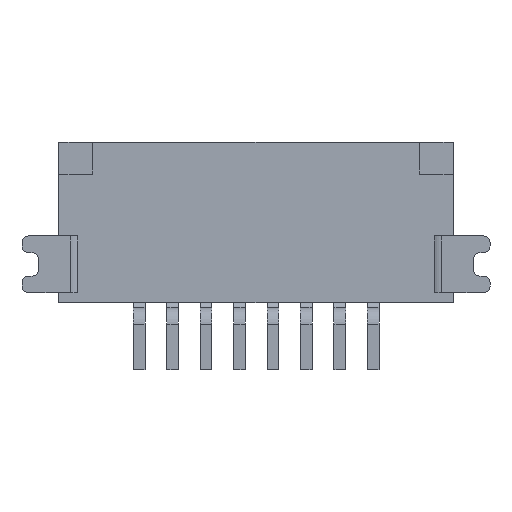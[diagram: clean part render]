
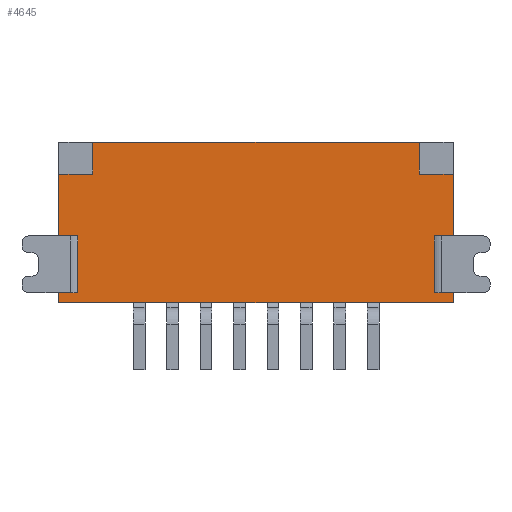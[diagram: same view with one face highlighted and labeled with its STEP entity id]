
A CAD part, top view. The second image highlights one B-rep face of the part: STEP entity #4645.
In plain terms, the highlighted planar face has unit normal (0, 0, 1).
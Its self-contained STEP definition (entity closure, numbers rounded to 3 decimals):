
#114 = CARTESIAN_POINT ( 'NONE',  ( -5.1, -0.95, -0.1 ) ) ;
#341 = CARTESIAN_POINT ( 'NONE',  ( -5.668, -4.5, -0.1 ) ) ;
#578 = DIRECTION ( 'NONE',  ( -1., 0., 0. ) ) ;
#812 = CARTESIAN_POINT ( 'NONE',  ( -15.89, 0., -0.1 ) ) ;
#854 = DIRECTION ( 'NONE',  ( 0., 1., 0. ) ) ;
#903 = EDGE_CURVE ( 'NONE', #7239, #1534, #13894, .T. ) ;
#1056 = CARTESIAN_POINT ( 'NONE',  ( -16.9, -4.8, -0.1 ) ) ;
#1181 = CARTESIAN_POINT ( 'NONE',  ( -6.11, 0., -0.1 ) ) ;
#1528 = VECTOR ( 'NONE', #10946, 1000. ) ;
#1534 = VERTEX_POINT ( 'NONE', #18522 ) ;
#1589 = VERTEX_POINT ( 'NONE', #2967 ) ;
#1854 = CARTESIAN_POINT ( 'NONE',  ( -5.668, -2.8, -0.1 ) ) ;
#1920 = ORIENTED_EDGE ( 'NONE', *, *, #9684, .F. ) ;
#2285 = LINE ( 'NONE', #14657, #20574 ) ;
#2397 = DIRECTION ( 'NONE',  ( 0., -1., 0. ) ) ;
#2588 = ORIENTED_EDGE ( 'NONE', *, *, #903, .F. ) ;
#2914 = FACE_OUTER_BOUND ( 'NONE', #10188, .T. ) ;
#2967 = CARTESIAN_POINT ( 'NONE',  ( -16.9, -4.5, -0.1 ) ) ;
#3117 = ORIENTED_EDGE ( 'NONE', *, *, #4545, .F. ) ;
#3127 = LINE ( 'NONE', #1181, #23681 ) ;
#3186 = DIRECTION ( 'NONE',  ( 0., 1., 0. ) ) ;
#3346 = EDGE_CURVE ( 'NONE', #4044, #22886, #14150, .T. ) ;
#3580 = VERTEX_POINT ( 'NONE', #9231 ) ;
#3634 = EDGE_CURVE ( 'NONE', #17604, #13064, #19765, .T. ) ;
#4044 = VERTEX_POINT ( 'NONE', #23046 ) ;
#4093 = CARTESIAN_POINT ( 'NONE',  ( -5.668, -2.8, -0.1 ) ) ;
#4163 = DIRECTION ( 'NONE',  ( 0., 1., 0. ) ) ;
#4207 = CARTESIAN_POINT ( 'NONE',  ( 18.9, -4.8, -0.1 ) ) ;
#4347 = CARTESIAN_POINT ( 'NONE',  ( -16.9, -0.95, -0.1 ) ) ;
#4470 = VECTOR ( 'NONE', #16139, 1000. ) ;
#4545 = EDGE_CURVE ( 'NONE', #3580, #9264, #2285, .T. ) ;
#4645 = ADVANCED_FACE ( 'NONE', ( #2914 ), #4897, .T. ) ;
#4828 = ORIENTED_EDGE ( 'NONE', *, *, #3346, .F. ) ;
#4897 = PLANE ( 'NONE',  #8349 ) ;
#5151 = VERTEX_POINT ( 'NONE', #19744 ) ;
#5637 = DIRECTION ( 'NONE',  ( 1., 0., 0. ) ) ;
#5733 = VERTEX_POINT ( 'NONE', #1056 ) ;
#5820 = DIRECTION ( 'NONE',  ( -1., 0., 0. ) ) ;
#5911 = VECTOR ( 'NONE', #11831, 1000. ) ;
#6438 = ORIENTED_EDGE ( 'NONE', *, *, #3634, .T. ) ;
#6865 = EDGE_CURVE ( 'NONE', #22886, #5151, #7995, .T. ) ;
#7239 = VERTEX_POINT ( 'NONE', #341 ) ;
#7308 = ORIENTED_EDGE ( 'NONE', *, *, #6865, .F. ) ;
#7808 = VECTOR ( 'NONE', #4163, 1000. ) ;
#7995 = LINE ( 'NONE', #114, #5911 ) ;
#8349 = AXIS2_PLACEMENT_3D ( 'NONE', #19001, #12556, #18601 ) ;
#8503 = LINE ( 'NONE', #20627, #7808 ) ;
#8896 = ORIENTED_EDGE ( 'NONE', *, *, #23997, .F. ) ;
#9176 = VERTEX_POINT ( 'NONE', #17583 ) ;
#9185 = DIRECTION ( 'NONE',  ( 0., -1., 0. ) ) ;
#9231 = CARTESIAN_POINT ( 'NONE',  ( -16.332, -2.8, -0.1 ) ) ;
#9264 = VERTEX_POINT ( 'NONE', #9946 ) ;
#9357 = CARTESIAN_POINT ( 'NONE',  ( -6.11, 0., -0.1 ) ) ;
#9612 = ORIENTED_EDGE ( 'NONE', *, *, #23815, .T. ) ;
#9684 = EDGE_CURVE ( 'NONE', #12952, #4044, #3127, .T. ) ;
#9946 = CARTESIAN_POINT ( 'NONE',  ( -16.9, -2.8, -0.1 ) ) ;
#9960 = DIRECTION ( 'NONE',  ( 1., 0., 0. ) ) ;
#10060 = ORIENTED_EDGE ( 'NONE', *, *, #16366, .F. ) ;
#10125 = ORIENTED_EDGE ( 'NONE', *, *, #19956, .T. ) ;
#10188 = EDGE_LOOP ( 'NONE', ( #10060, #9612, #6438, #25351, #3117, #8896, #12256, #24870, #10828, #16576, #2588, #17201, #10125, #7308, #4828, #1920 ) ) ;
#10422 = DIRECTION ( 'NONE',  ( -1., 0., 0. ) ) ;
#10520 = EDGE_CURVE ( 'NONE', #13064, #9264, #14391, .T. ) ;
#10822 = LINE ( 'NONE', #812, #1528 ) ;
#10828 = ORIENTED_EDGE ( 'NONE', *, *, #20400, .F. ) ;
#10946 = DIRECTION ( 'NONE',  ( 0., -1., 0. ) ) ;
#11388 = EDGE_CURVE ( 'NONE', #19894, #1589, #11762, .T. ) ;
#11762 = LINE ( 'NONE', #13748, #20386 ) ;
#11831 = DIRECTION ( 'NONE',  ( 0., -1., 0. ) ) ;
#12256 = ORIENTED_EDGE ( 'NONE', *, *, #11388, .T. ) ;
#12556 = DIRECTION ( 'NONE',  ( 0., 0., 1. ) ) ;
#12811 = CARTESIAN_POINT ( 'NONE',  ( -15.89, -0.95, -0.1 ) ) ;
#12952 = VERTEX_POINT ( 'NONE', #9357 ) ;
#13064 = VERTEX_POINT ( 'NONE', #4347 ) ;
#13508 = VECTOR ( 'NONE', #5637, 1000. ) ;
#13748 = CARTESIAN_POINT ( 'NONE',  ( -16.332, -4.5, -0.1 ) ) ;
#13867 = CARTESIAN_POINT ( 'NONE',  ( -16.9, -0.95, -0.1 ) ) ;
#13894 = LINE ( 'NONE', #18363, #4470 ) ;
#13982 = LINE ( 'NONE', #1854, #21550 ) ;
#14046 = CARTESIAN_POINT ( 'NONE',  ( -16.332, -4.5, -0.1 ) ) ;
#14150 = LINE ( 'NONE', #24281, #21313 ) ;
#14193 = VERTEX_POINT ( 'NONE', #4093 ) ;
#14391 = LINE ( 'NONE', #13867, #25416 ) ;
#14657 = CARTESIAN_POINT ( 'NONE',  ( -16.332, -2.8, -0.1 ) ) ;
#15268 = VECTOR ( 'NONE', #10422, 1000. ) ;
#16139 = DIRECTION ( 'NONE',  ( 1., 0., 0. ) ) ;
#16226 = LINE ( 'NONE', #4207, #15268 ) ;
#16230 = CARTESIAN_POINT ( 'NONE',  ( -15.89, -0.95, -0.1 ) ) ;
#16366 = EDGE_CURVE ( 'NONE', #16404, #12952, #17512, .T. ) ;
#16404 = VERTEX_POINT ( 'NONE', #19735 ) ;
#16576 = ORIENTED_EDGE ( 'NONE', *, *, #22479, .T. ) ;
#17201 = ORIENTED_EDGE ( 'NONE', *, *, #20188, .F. ) ;
#17512 = LINE ( 'NONE', #21572, #13508 ) ;
#17541 = VECTOR ( 'NONE', #24250, 1000. ) ;
#17583 = CARTESIAN_POINT ( 'NONE',  ( -5.1, -4.8, -0.1 ) ) ;
#17604 = VERTEX_POINT ( 'NONE', #12811 ) ;
#18363 = CARTESIAN_POINT ( 'NONE',  ( -5.668, -4.5, -0.1 ) ) ;
#18522 = CARTESIAN_POINT ( 'NONE',  ( -5.1, -4.5, -0.1 ) ) ;
#18601 = DIRECTION ( 'NONE',  ( 1., 0., 0. ) ) ;
#19001 = CARTESIAN_POINT ( 'NONE',  ( 2., -2.4, -0.1 ) ) ;
#19155 = CARTESIAN_POINT ( 'NONE',  ( -16.9, -4.8, -0.1 ) ) ;
#19735 = CARTESIAN_POINT ( 'NONE',  ( -15.89, 0., -0.1 ) ) ;
#19744 = CARTESIAN_POINT ( 'NONE',  ( -5.1, -2.8, -0.1 ) ) ;
#19765 = LINE ( 'NONE', #16230, #17541 ) ;
#19894 = VERTEX_POINT ( 'NONE', #14046 ) ;
#19956 = EDGE_CURVE ( 'NONE', #14193, #5151, #26014, .T. ) ;
#20188 = EDGE_CURVE ( 'NONE', #14193, #7239, #13982, .T. ) ;
#20386 = VECTOR ( 'NONE', #5820, 1000. ) ;
#20400 = EDGE_CURVE ( 'NONE', #9176, #5733, #16226, .T. ) ;
#20574 = VECTOR ( 'NONE', #578, 1000. ) ;
#20627 = CARTESIAN_POINT ( 'NONE',  ( -16.332, -4.5, -0.1 ) ) ;
#21313 = VECTOR ( 'NONE', #24401, 1000. ) ;
#21482 = CARTESIAN_POINT ( 'NONE',  ( -5.1, -4.8, -0.1 ) ) ;
#21550 = VECTOR ( 'NONE', #21996, 1000. ) ;
#21572 = CARTESIAN_POINT ( 'NONE',  ( -13.89, 0., -0.1 ) ) ;
#21611 = LINE ( 'NONE', #21482, #23326 ) ;
#21996 = DIRECTION ( 'NONE',  ( 0., -1., 0. ) ) ;
#22192 = CARTESIAN_POINT ( 'NONE',  ( -5.668, -2.8, -0.1 ) ) ;
#22207 = CARTESIAN_POINT ( 'NONE',  ( -5.1, -0.95, -0.1 ) ) ;
#22479 = EDGE_CURVE ( 'NONE', #9176, #1534, #21611, .T. ) ;
#22886 = VERTEX_POINT ( 'NONE', #22207 ) ;
#23046 = CARTESIAN_POINT ( 'NONE',  ( -6.11, -0.95, -0.1 ) ) ;
#23326 = VECTOR ( 'NONE', #3186, 1000. ) ;
#23356 = LINE ( 'NONE', #19155, #23856 ) ;
#23681 = VECTOR ( 'NONE', #9185, 1000. ) ;
#23815 = EDGE_CURVE ( 'NONE', #16404, #17604, #10822, .T. ) ;
#23856 = VECTOR ( 'NONE', #854, 1000. ) ;
#23997 = EDGE_CURVE ( 'NONE', #19894, #3580, #8503, .T. ) ;
#24250 = DIRECTION ( 'NONE',  ( -1., 0., 0. ) ) ;
#24281 = CARTESIAN_POINT ( 'NONE',  ( -6.11, -0.95, -0.1 ) ) ;
#24401 = DIRECTION ( 'NONE',  ( 1., 0., 0. ) ) ;
#24870 = ORIENTED_EDGE ( 'NONE', *, *, #25592, .F. ) ;
#24993 = VECTOR ( 'NONE', #9960, 1000. ) ;
#25351 = ORIENTED_EDGE ( 'NONE', *, *, #10520, .T. ) ;
#25416 = VECTOR ( 'NONE', #2397, 1000. ) ;
#25592 = EDGE_CURVE ( 'NONE', #5733, #1589, #23356, .T. ) ;
#26014 = LINE ( 'NONE', #22192, #24993 ) ;
